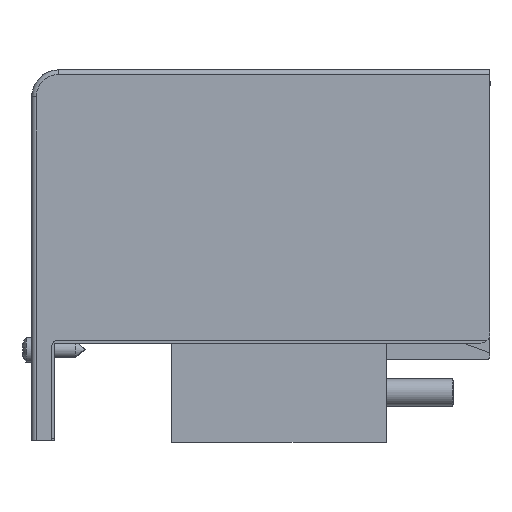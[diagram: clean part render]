
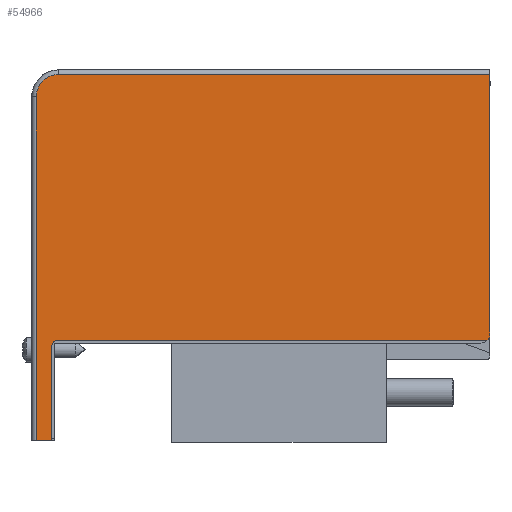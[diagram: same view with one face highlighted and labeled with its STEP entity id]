
A CAD part, front view. The second image highlights one B-rep face of the part: STEP entity #54966.
In plain terms, the highlighted planar face has unit normal (0, -1, 0).
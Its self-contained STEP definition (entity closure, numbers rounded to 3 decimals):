
#11560=CARTESIAN_POINT('',(47.4,-104.5,
154.481));
#11561=DIRECTION('',(0.,1.,0.));
#11562=DIRECTION('',(1.,0.,0.));
#11563=AXIS2_PLACEMENT_3D('',#11560,#11561,#11562);
#11565=CARTESIAN_POINT('',(-46.6,-104.5,
151.981));
#11566=DIRECTION('',(0.,-1.,0.));
#11567=DIRECTION('',(0.,0.,1.));
#11568=AXIS2_PLACEMENT_3D('',#11565,#11566,#11567);
#11570=DIRECTION('',(-1.,0.,0.));
#11571=VECTOR('',#11570,3.5);
#11572=CARTESIAN_POINT('',(-47.6,-104.5,
130.881));
#11573=LINE('',#11572,#11571);
#11574=CARTESIAN_POINT('',(-46.1,-104.5,
206.981));
#11575=DIRECTION('',(0.,1.,0.));
#11576=DIRECTION('',(-1.,0.,0.));
#11577=AXIS2_PLACEMENT_3D('',#11574,#11575,#11576);
#11579=DIRECTION('',(0.,0.,-1.));
#11580=VECTOR('',#11579,57.5);
#11581=CARTESIAN_POINT('',(49.4,-104.5,
211.981));
#11582=LINE('',#11581,#11580);
#11583=DIRECTION('',(1.,0.,0.));
#11584=VECTOR('',#11583,95.323);
#11585=CARTESIAN_POINT('',(-46.6,-104.5,
152.981));
#11586=LINE('',#11585,#11584);
#11646=DIRECTION('',(0.,0.,1.));
#11647=VECTOR('',#11646,21.1);
#11648=CARTESIAN_POINT('',(-47.6,-104.5,
130.881));
#11649=LINE('',#11648,#11647);
#11658=DIRECTION('',(0.,0.,-1.));
#11659=VECTOR('',#11658,76.1);
#11660=CARTESIAN_POINT('',(-51.1,-104.5,
206.981));
#11661=LINE('',#11660,#11659);
#13822=DIRECTION('',(-1.,0.,0.));
#13823=VECTOR('',#13822,95.5);
#13824=CARTESIAN_POINT('',(49.4,-104.5,
211.981));
#13825=LINE('',#13824,#13823);
#28655=CARTESIAN_POINT('',(-51.1,-104.5,
130.881));
#28656=VERTEX_POINT('',#28655);
#28658=CARTESIAN_POINT('',(-47.6,-104.5,
130.881));
#28660=VERTEX_POINT('',#28658);
#29246=CARTESIAN_POINT('',(49.4,-104.5,
211.981));
#29247=CARTESIAN_POINT('',(49.4,-104.5,
154.481));
#29248=VERTEX_POINT('',#29246);
#29249=VERTEX_POINT('',#29247);
#30152=CARTESIAN_POINT('',(48.723,-104.5,
152.981));
#30154=VERTEX_POINT('',#30152);
#30156=CARTESIAN_POINT('',(-46.6,-104.5,
152.981));
#30157=VERTEX_POINT('',#30156);
#30158=CARTESIAN_POINT('',(-47.6,-104.5,
151.981));
#30159=VERTEX_POINT('',#30158);
#30160=CARTESIAN_POINT('',(-51.1,-104.5,
206.981));
#30161=CARTESIAN_POINT('',(-46.1,-104.5,
211.981));
#30162=VERTEX_POINT('',#30160);
#30163=VERTEX_POINT('',#30161);
#54944=CARTESIAN_POINT('',(-0.85,-104.5,171.431));
#54945=DIRECTION('',(0.,1.,0.));
#54946=DIRECTION('',(0.,0.,-1.));
#54947=AXIS2_PLACEMENT_3D('',#54944,#54945,#54946);
#54948=PLANE('',#54947);
#54949=ORIENTED_EDGE('',*,*,#54924,.T.);
#54951=ORIENTED_EDGE('',*,*,#54950,.F.);
#54953=ORIENTED_EDGE('',*,*,#54952,.T.);
#54955=ORIENTED_EDGE('',*,*,#54954,.F.);
#54956=ORIENTED_EDGE('',*,*,#32352,.T.);
#54958=ORIENTED_EDGE('',*,*,#54957,.F.);
#54960=ORIENTED_EDGE('',*,*,#54959,.T.);
#54962=ORIENTED_EDGE('',*,*,#54961,.F.);
#54963=ORIENTED_EDGE('',*,*,#52901,.T.);
#54964=EDGE_LOOP('',(#54949,#54951,#54953,#54955,#54956,#54958,#54960,#54962,
#54963));
#54965=FACE_OUTER_BOUND('',#54964,.F.);
#11564=CIRCLE('',#11563,2.);
#11569=CIRCLE('',#11568,1.);
#11578=CIRCLE('',#11577,5.);
#32352=EDGE_CURVE('',#28660,#28656,#11573,.T.);
#52901=EDGE_CURVE('',#29248,#29249,#11582,.T.);
#54924=EDGE_CURVE('',#29249,#30154,#11564,.T.);
#54950=EDGE_CURVE('',#30157,#30154,#11586,.T.);
#54952=EDGE_CURVE('',#30157,#30159,#11569,.T.);
#54954=EDGE_CURVE('',#28660,#30159,#11649,.T.);
#54957=EDGE_CURVE('',#30162,#28656,#11661,.T.);
#54959=EDGE_CURVE('',#30162,#30163,#11578,.T.);
#54961=EDGE_CURVE('',#29248,#30163,#13825,.T.);
#54966=ADVANCED_FACE('',(#54965),#54948,.F.);
